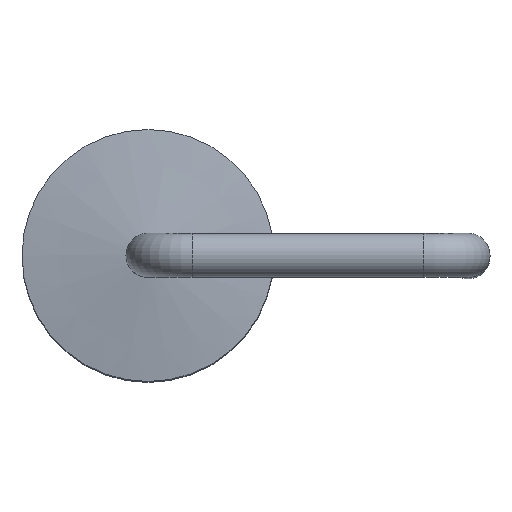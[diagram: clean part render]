
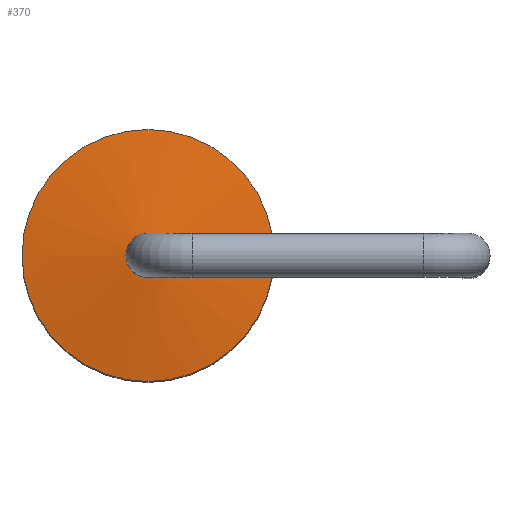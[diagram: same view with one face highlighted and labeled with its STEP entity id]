
A CAD part, top view. The second image highlights one B-rep face of the part: STEP entity #370.
In plain terms, the highlighted conical face has half-angle 82.216 degrees and reference radius 0.263 mm.
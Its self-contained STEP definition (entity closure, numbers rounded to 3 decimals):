
#26=DIRECTION('',(0.,0.,1.));
#48=DIRECTION('',(0.,-1.,0.));
#68=DIRECTION('',(0.,0.,-1.));
#355=VERTEX_POINT('',#356);
#356=CARTESIAN_POINT('',(2.,0.,9.363));
#360=ORIENTED_EDGE('',*,*,#361,.F.);
#361=EDGE_CURVE('',#355,#355,#362,.T.);
#362=CIRCLE('',#363,2.);
#363=AXIS2_PLACEMENT_3D('',#364,#365,#366);
#364=CARTESIAN_POINT('',(0.,0.,9.363));
#365=DIRECTION('',(0.,0.,-1.));
#366=DIRECTION('',(1.,0.,0.));
#370=ADVANCED_FACE('',(#371),#387,.T.);
#371=FACE_BOUND('',#372,.T.);
#372=EDGE_LOOP('',(#373,#380,#360,#386));
#373=ORIENTED_EDGE('',*,*,#374,.F.);
#374=EDGE_CURVE('',#375,#375,#377,.T.);
#375=VERTEX_POINT('',#376);
#376=CARTESIAN_POINT('',(0.35,0.,9.588));
#377=CIRCLE('',#378,0.35);
#378=AXIS2_PLACEMENT_3D('',#379,#26,#48);
#379=CARTESIAN_POINT('',(0.,0.,9.588));
#380=ORIENTED_EDGE('',*,*,#381,.T.);
#381=EDGE_CURVE('',#375,#355,#382,.T.);
#382=LINE('',#383,#384);
#383=CARTESIAN_POINT('',(0.263,0.,9.6));
#384=VECTOR('',#385,1.);
#385=DIRECTION('',(0.991,0.,-0.135));
#386=ORIENTED_EDGE('',*,*,#381,.F.);
#387=CONICAL_SURFACE('',#388,0.263,1.435);
#388=AXIS2_PLACEMENT_3D('',#389,#68,#390);
#389=CARTESIAN_POINT('',(0.,0.,9.6));
#390=DIRECTION('',(1.,0.,0.));
